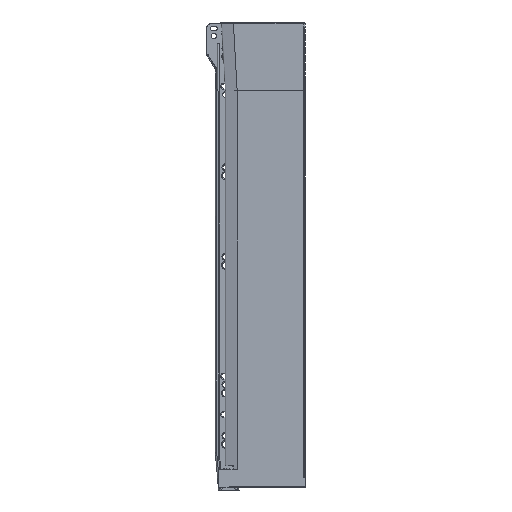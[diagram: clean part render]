
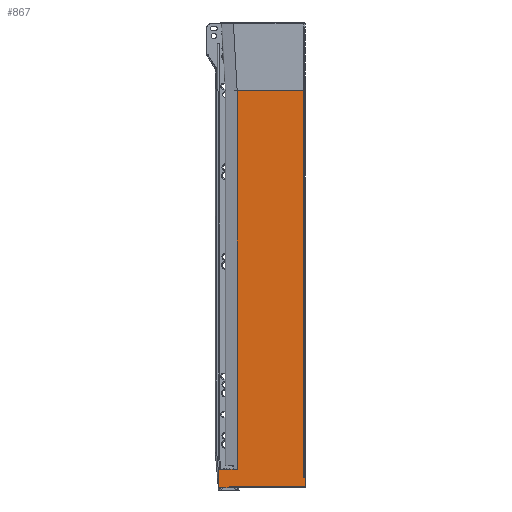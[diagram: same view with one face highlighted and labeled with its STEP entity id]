
A CAD part, left-side view. The second image highlights one B-rep face of the part: STEP entity #867.
In plain terms, the highlighted planar face has unit normal (-1, 0, 0).
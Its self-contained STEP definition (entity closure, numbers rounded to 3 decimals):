
#7 = EDGE_CURVE ( 'NONE', #3065, #1793, #437, .T. ) ;
#437 = LINE ( 'NONE', #7037, #9223 ) ;
#867 = ADVANCED_FACE ( 'NONE', ( #7177 ), #7069, .T. ) ;
#988 = EDGE_CURVE ( 'NONE', #9675, #1461, #7386, .T. ) ;
#1032 = LINE ( 'NONE', #3594, #3106 ) ;
#1162 = CARTESIAN_POINT ( 'NONE',  ( -14.887, -2.091, -496.9 ) ) ;
#1211 = DIRECTION ( 'NONE',  ( 0., 0., 1. ) ) ;
#1315 = CARTESIAN_POINT ( 'NONE',  ( -14.887, 70.9, -498. ) ) ;
#1418 = CARTESIAN_POINT ( 'NONE',  ( -14.887, 70.9, -72. ) ) ;
#1461 = VERTEX_POINT ( 'NONE', #8912 ) ;
#1629 = VERTEX_POINT ( 'NONE', #7783 ) ;
#1793 = VERTEX_POINT ( 'NONE', #9871 ) ;
#2115 = DIRECTION ( 'NONE',  ( 0., 0., 1. ) ) ;
#2254 = VERTEX_POINT ( 'NONE', #2605 ) ;
#2311 = CARTESIAN_POINT ( 'NONE',  ( -14.887, 70.9, -478. ) ) ;
#2341 = DIRECTION ( 'NONE',  ( 0., 0., -1. ) ) ;
#2605 = CARTESIAN_POINT ( 'NONE',  ( -14.887, 70.9, -478. ) ) ;
#2617 = EDGE_CURVE ( 'NONE', #1793, #3727, #5536, .T. ) ;
#2742 = EDGE_CURVE ( 'NONE', #3343, #9537, #3021, .T. ) ;
#2819 = EDGE_CURVE ( 'NONE', #3065, #3343, #4137, .T. ) ;
#2988 = CARTESIAN_POINT ( 'NONE',  ( -14.887, -0.837, -498. ) ) ;
#3020 = EDGE_CURVE ( 'NONE', #3727, #5409, #1032, .T. ) ;
#3021 = LINE ( 'NONE', #7048, #6407 ) ;
#3065 = VERTEX_POINT ( 'NONE', #4772 ) ;
#3099 = ORIENTED_EDGE ( 'NONE', *, *, #3020, .T. ) ;
#3106 = VECTOR ( 'NONE', #6063, 1000. ) ;
#3343 = VERTEX_POINT ( 'NONE', #1162 ) ;
#3594 = CARTESIAN_POINT ( 'NONE',  ( -14.887, -0.837, -72. ) ) ;
#3642 = LINE ( 'NONE', #2311, #5670 ) ;
#3727 = VERTEX_POINT ( 'NONE', #6364 ) ;
#3747 = DIRECTION ( 'NONE',  ( 0., -1., 0. ) ) ;
#3761 = EDGE_CURVE ( 'NONE', #9537, #1629, #7065, .T. ) ;
#3787 = DIRECTION ( 'NONE',  ( 0., -1., 0. ) ) ;
#4137 = LINE ( 'NONE', #4242, #6924 ) ;
#4242 = CARTESIAN_POINT ( 'NONE',  ( -14.887, -2.091, -498. ) ) ;
#4544 = LINE ( 'NONE', #7818, #10031 ) ;
#4703 = ORIENTED_EDGE ( 'NONE', *, *, #2617, .T. ) ;
#4772 = CARTESIAN_POINT ( 'NONE',  ( -14.887, -2.091, -487. ) ) ;
#4789 = CARTESIAN_POINT ( 'NONE',  ( -14.887, -0.837, -498. ) ) ;
#4842 = ORIENTED_EDGE ( 'NONE', *, *, #988, .T. ) ;
#4954 = ORIENTED_EDGE ( 'NONE', *, *, #6525, .T. ) ;
#5409 = VERTEX_POINT ( 'NONE', #1418 ) ;
#5454 = DIRECTION ( 'NONE',  ( -1., 0., 0. ) ) ;
#5536 = LINE ( 'NONE', #4789, #9481 ) ;
#5597 = ORIENTED_EDGE ( 'NONE', *, *, #9231, .F. ) ;
#5602 = DIRECTION ( 'NONE',  ( 0., 0., -1. ) ) ;
#5670 = VECTOR ( 'NONE', #3747, 1000. ) ;
#5827 = CARTESIAN_POINT ( 'NONE',  ( -14.887, 90.645, -478. ) ) ;
#5965 = ORIENTED_EDGE ( 'NONE', *, *, #2819, .F. ) ;
#6063 = DIRECTION ( 'NONE',  ( 0., 1., 0. ) ) ;
#6181 = ORIENTED_EDGE ( 'NONE', *, *, #2742, .F. ) ;
#6255 = CARTESIAN_POINT ( 'NONE',  ( -14.887, 79.5, -498. ) ) ;
#6321 = CARTESIAN_POINT ( 'NONE',  ( -14.887, 90.645, -478. ) ) ;
#6364 = CARTESIAN_POINT ( 'NONE',  ( -14.887, -0.837, -72. ) ) ;
#6407 = VECTOR ( 'NONE', #9502, 1000. ) ;
#6439 = ORIENTED_EDGE ( 'NONE', *, *, #3761, .F. ) ;
#6525 = EDGE_CURVE ( 'NONE', #1461, #1629, #4544, .T. ) ;
#6810 = VECTOR ( 'NONE', #5602, 1000. ) ;
#6885 = EDGE_LOOP ( 'NONE', ( #6181, #5965, #9641, #4703, #3099, #8984, #5597, #4842, #4954, #6439 ) ) ;
#6924 = VECTOR ( 'NONE', #7527, 1000. ) ;
#7037 = CARTESIAN_POINT ( 'NONE',  ( -14.887, -378., -487. ) ) ;
#7048 = CARTESIAN_POINT ( 'NONE',  ( -14.887, -2.091, -496.9 ) ) ;
#7055 = EDGE_CURVE ( 'NONE', #2254, #5409, #8650, .T. ) ;
#7065 = LINE ( 'NONE', #6255, #6810 ) ;
#7069 = PLANE ( 'NONE',  #10120 ) ;
#7127 = VECTOR ( 'NONE', #1211, 1000. ) ;
#7177 = FACE_OUTER_BOUND ( 'NONE', #6885, .T. ) ;
#7386 = LINE ( 'NONE', #5827, #9100 ) ;
#7527 = DIRECTION ( 'NONE',  ( 0., 0., -1. ) ) ;
#7783 = CARTESIAN_POINT ( 'NONE',  ( -14.887, 79.5, -498. ) ) ;
#7818 = CARTESIAN_POINT ( 'NONE',  ( -14.887, 70.9, -498. ) ) ;
#8650 = LINE ( 'NONE', #1315, #7127 ) ;
#8666 = CARTESIAN_POINT ( 'NONE',  ( -14.887, 79.5, -496.9 ) ) ;
#8912 = CARTESIAN_POINT ( 'NONE',  ( -14.887, 90.645, -498. ) ) ;
#8984 = ORIENTED_EDGE ( 'NONE', *, *, #7055, .F. ) ;
#9100 = VECTOR ( 'NONE', #9785, 1000. ) ;
#9223 = VECTOR ( 'NONE', #10239, 1000. ) ;
#9231 = EDGE_CURVE ( 'NONE', #9675, #2254, #3642, .T. ) ;
#9481 = VECTOR ( 'NONE', #2115, 1000. ) ;
#9502 = DIRECTION ( 'NONE',  ( 0., 1., 0. ) ) ;
#9537 = VERTEX_POINT ( 'NONE', #8666 ) ;
#9641 = ORIENTED_EDGE ( 'NONE', *, *, #7, .T. ) ;
#9675 = VERTEX_POINT ( 'NONE', #6321 ) ;
#9785 = DIRECTION ( 'NONE',  ( 0., 0., -1. ) ) ;
#9871 = CARTESIAN_POINT ( 'NONE',  ( -14.887, -0.837, -487. ) ) ;
#10031 = VECTOR ( 'NONE', #3787, 1000. ) ;
#10120 = AXIS2_PLACEMENT_3D ( 'NONE', #2988, #5454, #2341 ) ;
#10239 = DIRECTION ( 'NONE',  ( 0., 1., 0. ) ) ;
